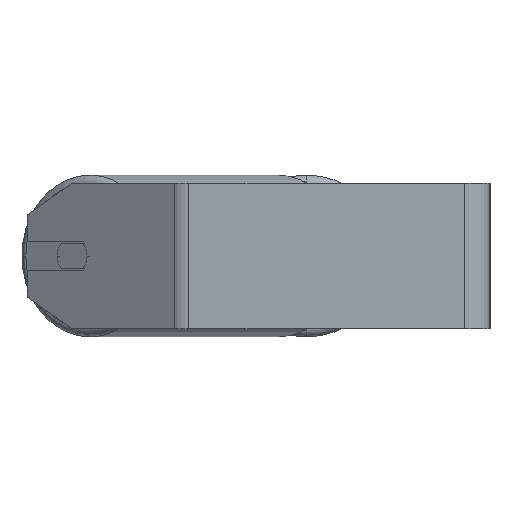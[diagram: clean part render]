
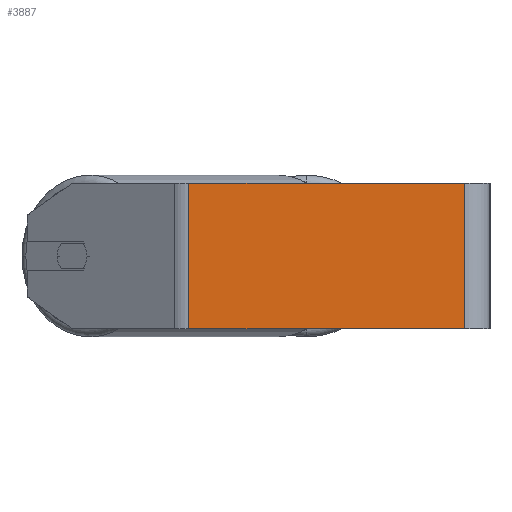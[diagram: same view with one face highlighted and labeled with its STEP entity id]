
A CAD part, left-side view. The second image highlights one B-rep face of the part: STEP entity #3887.
In plain terms, the highlighted planar face has unit normal (-1, 0, 0).
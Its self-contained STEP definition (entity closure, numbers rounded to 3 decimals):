
#145 = EDGE_LOOP ( 'NONE', ( #602, #8281, #3213, #5513 ) ) ;
#566 = LINE ( 'NONE', #1251, #2360 ) ;
#602 = ORIENTED_EDGE ( 'NONE', *, *, #6458, .T. ) ;
#1251 = CARTESIAN_POINT ( 'NONE',  ( -340., 170.026, 40. ) ) ;
#1456 = PLANE ( 'NONE',  #6971 ) ;
#1476 = VERTEX_POINT ( 'NONE', #4599 ) ;
#1689 = VECTOR ( 'NONE', #5126, 1000. ) ;
#2248 = CARTESIAN_POINT ( 'NONE',  ( -340., 170.026, 40. ) ) ;
#2360 = VECTOR ( 'NONE', #6446, 1000. ) ;
#2650 = LINE ( 'NONE', #4439, #1689 ) ;
#3213 = ORIENTED_EDGE ( 'NONE', *, *, #7926, .F. ) ;
#3314 = VECTOR ( 'NONE', #4853, 1000. ) ;
#3395 = FACE_OUTER_BOUND ( 'NONE', #145, .T. ) ;
#3489 = DIRECTION ( 'NONE',  ( 1., 0., 0. ) ) ;
#3501 = VERTEX_POINT ( 'NONE', #7984 ) ;
#3638 = VERTEX_POINT ( 'NONE', #6993 ) ;
#3887 = ADVANCED_FACE ( 'NONE', ( #3395 ), #1456, .F. ) ;
#4001 = VERTEX_POINT ( 'NONE', #6453 ) ;
#4203 = CARTESIAN_POINT ( 'NONE',  ( -340., 165.611, 40. ) ) ;
#4439 = CARTESIAN_POINT ( 'NONE',  ( -340., 14., 40. ) ) ;
#4599 = CARTESIAN_POINT ( 'NONE',  ( -340., 14., -40. ) ) ;
#4719 = CARTESIAN_POINT ( 'NONE',  ( -340., 170.026, -40. ) ) ;
#4755 = LINE ( 'NONE', #4719, #6602 ) ;
#4850 = DIRECTION ( 'NONE',  ( 0., 0., -1. ) ) ;
#4853 = DIRECTION ( 'NONE',  ( 0., 0., -1. ) ) ;
#5126 = DIRECTION ( 'NONE',  ( 0., 0., -1. ) ) ;
#5402 = DIRECTION ( 'NONE',  ( 0., -1., 0. ) ) ;
#5513 = ORIENTED_EDGE ( 'NONE', *, *, #6120, .T. ) ;
#6120 = EDGE_CURVE ( 'NONE', #3638, #3501, #8103, .T. ) ;
#6446 = DIRECTION ( 'NONE',  ( 0., -1., 0. ) ) ;
#6453 = CARTESIAN_POINT ( 'NONE',  ( -340., 14., 40. ) ) ;
#6458 = EDGE_CURVE ( 'NONE', #3501, #1476, #4755, .T. ) ;
#6602 = VECTOR ( 'NONE', #5402, 1000. ) ;
#6971 = AXIS2_PLACEMENT_3D ( 'NONE', #2248, #3489, #4850 ) ;
#6993 = CARTESIAN_POINT ( 'NONE',  ( -340., 165.611, 40. ) ) ;
#7909 = EDGE_CURVE ( 'NONE', #4001, #1476, #2650, .T. ) ;
#7926 = EDGE_CURVE ( 'NONE', #3638, #4001, #566, .T. ) ;
#7984 = CARTESIAN_POINT ( 'NONE',  ( -340., 165.611, -40. ) ) ;
#8103 = LINE ( 'NONE', #4203, #3314 ) ;
#8281 = ORIENTED_EDGE ( 'NONE', *, *, #7909, .F. ) ;
